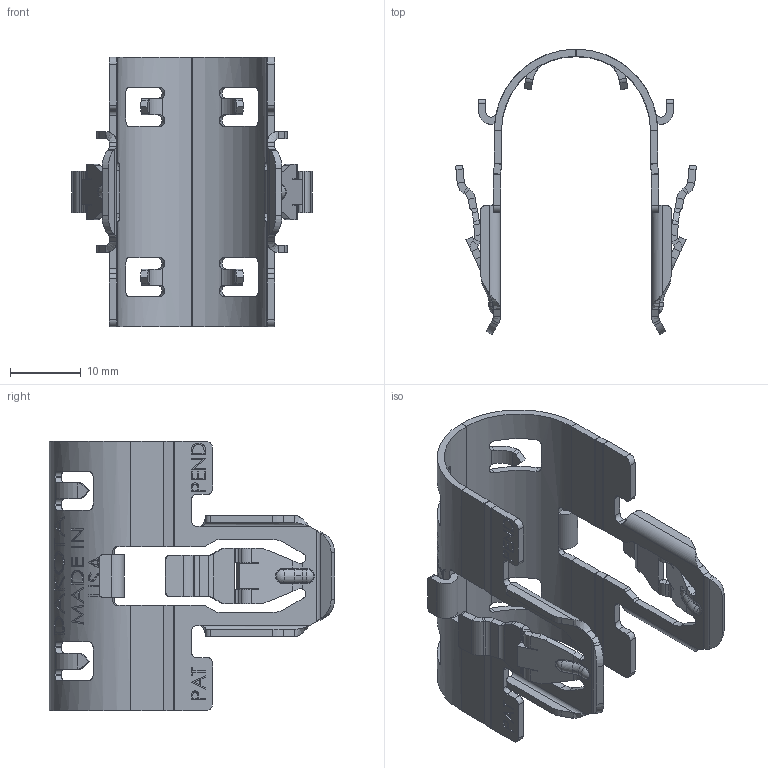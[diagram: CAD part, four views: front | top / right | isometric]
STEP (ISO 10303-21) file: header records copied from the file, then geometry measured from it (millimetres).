
FILE_DESCRIPTION (( 'STEP AP203' ), '1' );
FILE_NAME ('CC-12R.STEP', '2021-01-15T19:13:46', ( '' ), ( '' ), 'SwSTEP 2.0', 'SolidWorks 2019', '' );
FILE_SCHEMA (( 'CONFIG_CONTROL_DESIGN' ));
Products named in the file (1): CC-12R
Bounding box: 33.92 x 40.21 x 38 mm (x, y, z)
Volume: 2455 mm3; surface area: 5688.1 mm2
Topology: 1 solids, 1 shells, 935 faces, 2384 edges, 1488 vertices
Faces by surface type: plane 502, cylinder 232, bspline 167, torus 26, sphere 8
Entity records: 39676 total; most frequent: CARTESIAN_POINT 18454, ORIENTED_EDGE 4768, DIRECTION 3755, EDGE_CURVE 2384, VERTEX_POINT 1488, VECTOR 1293, LINE 1293, AXIS2_PLACEMENT_3D 1231
